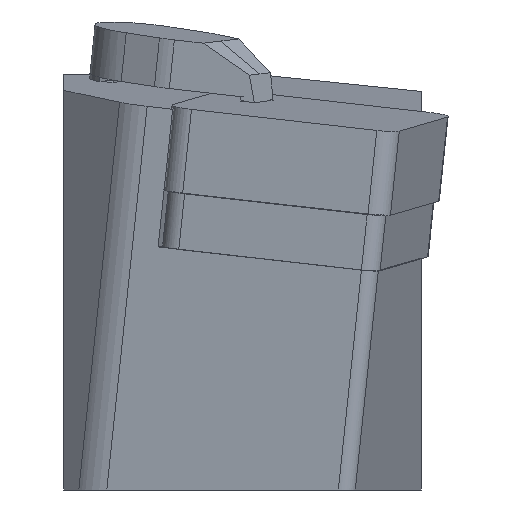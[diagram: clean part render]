
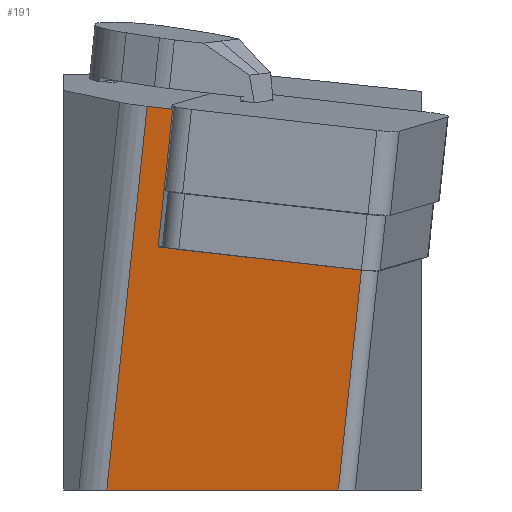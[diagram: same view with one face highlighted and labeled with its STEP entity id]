
A CAD part, left-side view. The second image highlights one B-rep face of the part: STEP entity #191.
In plain terms, the highlighted planar face has unit normal (-0.992, 0.087, -0.096).
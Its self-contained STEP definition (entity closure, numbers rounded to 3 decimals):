
#191=ADVANCED_FACE('',(#295),#252,.F.);
#252=PLANE('',#1311);
#295=FACE_OUTER_BOUND('',#356,.T.);
#356=EDGE_LOOP('',(#475,#476,#477,#478,#479,#480,#481));
#475=ORIENTED_EDGE('',*,*,#877,.F.);
#476=ORIENTED_EDGE('',*,*,#883,.T.);
#477=ORIENTED_EDGE('',*,*,#895,.F.);
#478=ORIENTED_EDGE('',*,*,#918,.F.);
#479=ORIENTED_EDGE('',*,*,#919,.F.);
#480=ORIENTED_EDGE('',*,*,#915,.T.);
#481=ORIENTED_EDGE('',*,*,#920,.F.);
#761=VERTEX_POINT('',#1757);
#762=VERTEX_POINT('',#1759);
#766=VERTEX_POINT('',#1771);
#776=VERTEX_POINT('',#1794);
#791=VERTEX_POINT('',#1833);
#793=VERTEX_POINT('',#1836);
#795=VERTEX_POINT('',#1842);
#877=EDGE_CURVE('',#762,#761,#1046,.T.);
#883=EDGE_CURVE('',#762,#766,#1051,.T.);
#895=EDGE_CURVE('',#776,#766,#1059,.T.);
#915=EDGE_CURVE('',#793,#791,#1077,.T.);
#918=EDGE_CURVE('',#795,#776,#1079,.T.);
#919=EDGE_CURVE('',#793,#795,#1080,.T.);
#920=EDGE_CURVE('',#761,#791,#1081,.T.);
#1046=LINE('',#1760,#1174);
#1051=LINE('',#1772,#1179);
#1059=LINE('',#1795,#1187);
#1077=LINE('',#1835,#1205);
#1079=LINE('',#1841,#1207);
#1080=LINE('',#1843,#1208);
#1081=LINE('',#1844,#1209);
#1174=VECTOR('',#1413,1.);
#1179=VECTOR('',#1424,1.);
#1187=VECTOR('',#1442,1.);
#1205=VECTOR('',#1472,1.);
#1207=VECTOR('',#1478,1.);
#1208=VECTOR('',#1479,1.);
#1209=VECTOR('',#1480,1.);
#1311=AXIS2_PLACEMENT_3D('',#1845,#1481,#1482);
#1413=DIRECTION('',(-0.076,-0.991,-0.112));
#1424=DIRECTION('',(-0.105,-0.104,0.989));
#1442=DIRECTION('',(-0.076,-0.991,-0.112));
#1472=DIRECTION('',(-0.105,-0.104,0.989));
#1478=DIRECTION('',(-0.105,-0.104,0.989));
#1479=DIRECTION('',(0.088,0.996,0.));
#1480=DIRECTION('',(-0.076,-0.991,-0.112));
#1481=DIRECTION('',(0.992,-0.087,0.096));
#1482=DIRECTION('',(0.096,0.,-0.995));
#1757=CARTESIAN_POINT('',(4.209,-12.01,-12.974));
#1759=CARTESIAN_POINT('',(4.322,-10.547,-12.808));
#1760=CARTESIAN_POINT('',(2.566,-33.296,-15.385));
#1771=CARTESIAN_POINT('',(2.695,-12.166,2.592));
#1772=CARTESIAN_POINT('',(2.232,-12.626,6.973));
#1794=CARTESIAN_POINT('',(2.914,-9.319,2.914));
#1795=CARTESIAN_POINT('',(0.939,-34.914,0.015));
#1833=CARTESIAN_POINT('',(2.566,-33.296,-15.385));
#1835=CARTESIAN_POINT('',(7.179,-28.708,-59.033));
#1836=CARTESIAN_POINT('',(5.168,-30.709,-40.));
#1841=CARTESIAN_POINT('',(9.155,-3.113,-56.134));
#1842=CARTESIAN_POINT('',(7.45,-4.809,-40.));
#1843=CARTESIAN_POINT('',(5.358,-28.548,-40.));
#1844=CARTESIAN_POINT('',(2.566,-33.296,-15.385));
#1845=CARTESIAN_POINT('',(7.179,-28.708,-59.033));
